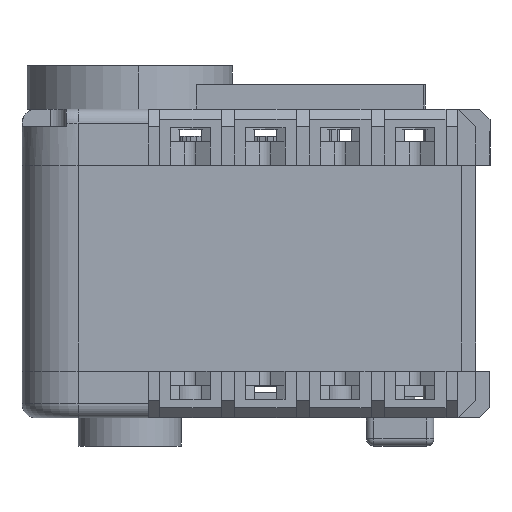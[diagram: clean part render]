
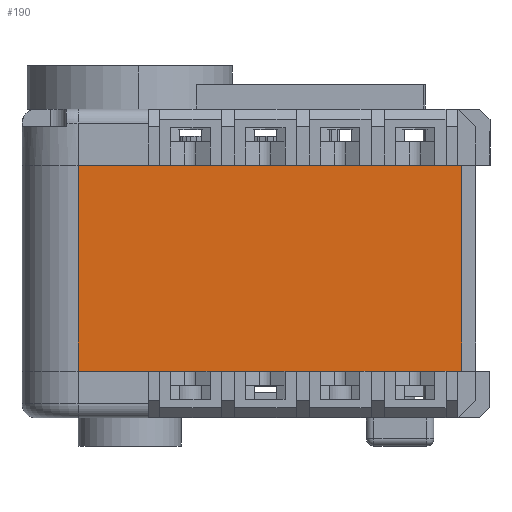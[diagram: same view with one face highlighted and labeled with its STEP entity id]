
A CAD part, left-side view. The second image highlights one B-rep face of the part: STEP entity #190.
In plain terms, the highlighted face is planar.
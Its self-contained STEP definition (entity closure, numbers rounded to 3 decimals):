
#190 = ADVANCED_FACE ( 'NONE', ( #11433 ), #41117, .F. ) ;
#268 = LINE ( 'NONE', #30596, #25570 ) ;
#2550 = ORIENTED_EDGE ( 'NONE', *, *, #39680, .T. ) ;
#8320 = CARTESIAN_POINT ( 'NONE',  ( 13., -20.5, 11. ) ) ;
#11433 = FACE_OUTER_BOUND ( 'NONE', #14939, .T. ) ;
#11770 = ORIENTED_EDGE ( 'NONE', *, *, #22153, .F. ) ;
#11951 = AXIS2_PLACEMENT_3D ( 'NONE', #21688, #15343, #34577 ) ;
#13842 = CARTESIAN_POINT ( 'NONE',  ( 13., 20.5, 11. ) ) ;
#14939 = EDGE_LOOP ( 'NONE', ( #2550, #43024, #11770, #36636 ) ) ;
#15343 = DIRECTION ( 'NONE',  ( -1., 0., 0. ) ) ;
#17357 = DIRECTION ( 'NONE',  ( 0., 1., 0. ) ) ;
#18345 = VECTOR ( 'NONE', #40261, 1000. ) ;
#19980 = LINE ( 'NONE', #13842, #22151 ) ;
#20533 = EDGE_CURVE ( 'NONE', #30565, #41488, #268, .T. ) ;
#21688 = CARTESIAN_POINT ( 'NONE',  ( 13., 20.5, 11. ) ) ;
#22151 = VECTOR ( 'NONE', #27178, 1000. ) ;
#22153 = EDGE_CURVE ( 'NONE', #30565, #28043, #19980, .T. ) ;
#23252 = CARTESIAN_POINT ( 'NONE',  ( 13., 20.5, 11. ) ) ;
#23716 = CARTESIAN_POINT ( 'NONE',  ( 13., -20.5, -11. ) ) ;
#25570 = VECTOR ( 'NONE', #36517, 1000. ) ;
#27178 = DIRECTION ( 'NONE',  ( 0., 1., 0. ) ) ;
#28043 = VERTEX_POINT ( 'NONE', #28796 ) ;
#28796 = CARTESIAN_POINT ( 'NONE',  ( 13., 20.5, 11. ) ) ;
#30259 = CARTESIAN_POINT ( 'NONE',  ( 13., 20.5, -11. ) ) ;
#30565 = VERTEX_POINT ( 'NONE', #8320 ) ;
#30596 = CARTESIAN_POINT ( 'NONE',  ( 13., -20.5, 11. ) ) ;
#32879 = VERTEX_POINT ( 'NONE', #30259 ) ;
#33717 = LINE ( 'NONE', #23252, #18345 ) ;
#34577 = DIRECTION ( 'NONE',  ( 0., 0., 1. ) ) ;
#34615 = LINE ( 'NONE', #37258, #36459 ) ;
#36459 = VECTOR ( 'NONE', #17357, 1000. ) ;
#36517 = DIRECTION ( 'NONE',  ( 0., 0., -1. ) ) ;
#36636 = ORIENTED_EDGE ( 'NONE', *, *, #20533, .T. ) ;
#37258 = CARTESIAN_POINT ( 'NONE',  ( 13., 20.5, -11. ) ) ;
#39680 = EDGE_CURVE ( 'NONE', #41488, #32879, #34615, .T. ) ;
#40261 = DIRECTION ( 'NONE',  ( 0., 0., -1. ) ) ;
#41117 = PLANE ( 'NONE',  #11951 ) ;
#41488 = VERTEX_POINT ( 'NONE', #23716 ) ;
#41841 = EDGE_CURVE ( 'NONE', #28043, #32879, #33717, .T. ) ;
#43024 = ORIENTED_EDGE ( 'NONE', *, *, #41841, .F. ) ;
